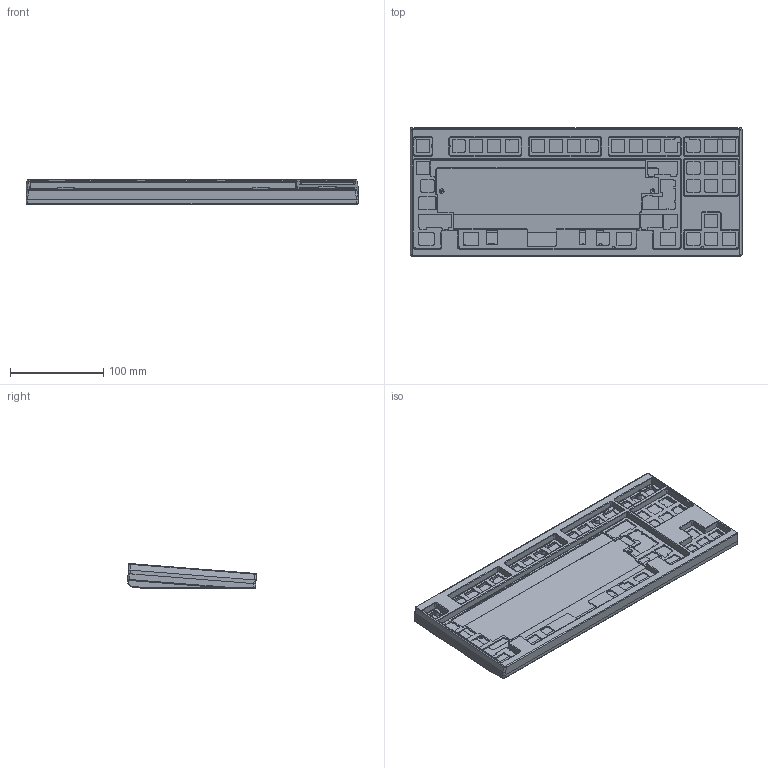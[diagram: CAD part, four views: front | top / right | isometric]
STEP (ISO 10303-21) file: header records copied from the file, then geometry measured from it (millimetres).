
FILE_DESCRIPTION(/* description */ (''),/* implementation_level */ '2;1');
FILE_NAME(/* name */ 'JingTKL_V1.1.step',/* time_stamp */ '2022-04-27T21:31:24+07:00',/* author */ (''),/* organization */ (''),/* preprocessor_version */ 'ST-DEVELOPER v18.1',/* originating_system */ 'Autodesk Translation Framework v10.14.0.1471',/* authorisation */ '');
FILE_SCHEMA (('AUTOMOTIVE_DESIGN { 1 0 10303 214 3 1 1 }'));
Length unit declared in the file: millimetre
Products named in the file (5): adamo_top; half plate; 6063 top; 6063 bottom; internal brass sheet
Assembly tree (4 placements, depth 2):
  adamo_top
    half plate
    6063 top
    6063 bottom
    internal brass sheet
Bounding box: 356.64 x 138.5 x 26.7 mm (x, y, z)
Volume: 364416.1 mm3; surface area: 222906.2 mm2
Topology: 4 solids, 4 shells, 1242 faces, 3498 edges, 2288 vertices
Faces by surface type: cylinder 600, plane 576, torus 46, bspline 12, cone 6, sphere 2
Full cylindrical faces by diameter (mm): 2.075 x11, 2.529 x8, 4 x4, 4.2 x4, 8 x6
Entity records: 41004 total; most frequent: CARTESIAN_POINT 7319, DIRECTION 7241, ORIENTED_EDGE 6996, EDGE_CURVE 3498, AXIS2_PLACEMENT_3D 2508, VERTEX_POINT 2288, LINE 2225, VECTOR 2225
